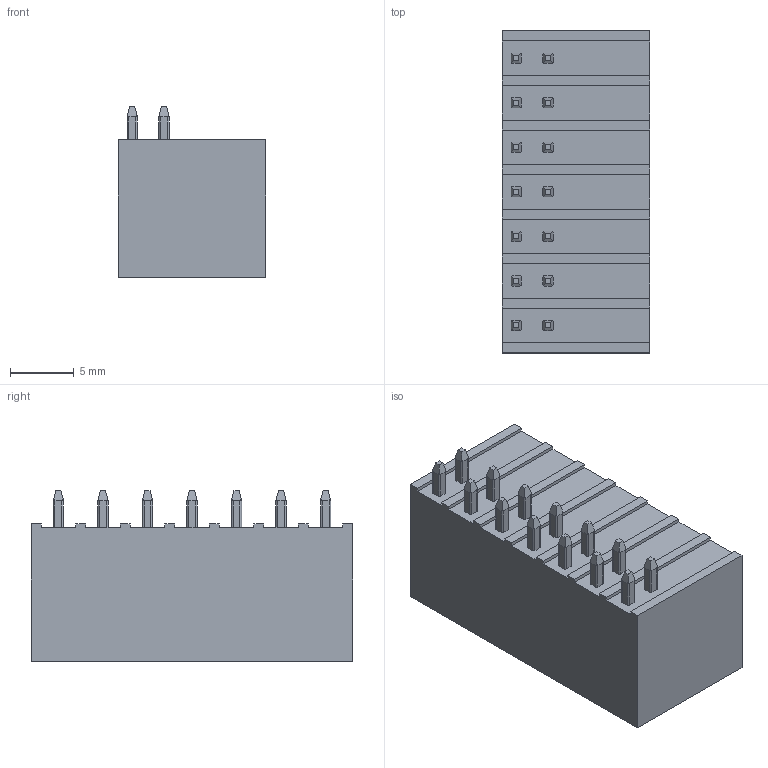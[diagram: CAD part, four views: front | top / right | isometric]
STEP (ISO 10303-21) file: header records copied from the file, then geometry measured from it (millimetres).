
FILE_DESCRIPTION((''),'2;1');
FILE_NAME('PRT0007','2024-11-18T09:51:44',('tluser'),(''),'CREO PARAMETRIC BY PTC INC, 2018100','CREO PARAMETRIC BY PTC INC, 2018100','');
FILE_SCHEMA(('CONFIG_CONTROL_DESIGN'));
Length unit declared in the file: millimetre
Products named in the file (1): PRT0007
Bounding box: 11.6 x 25.3 x 13.4 mm (x, y, z)
Volume: 2155.1 mm3; surface area: 2511.4 mm2
Topology: 1 solids, 1 shells, 628 faces, 1791 edges, 1194 vertices
Faces by surface type: plane 419, cylinder 160, extrusion 49
Entity records: 20991 total; most frequent: CARTESIAN_POINT 4882, ORIENTED_EDGE 3582, DIRECTION 2954, EDGE_CURVE 1791, VECTOR 1310, LINE 1261, VERTEX_POINT 1194, AXIS2_PLACEMENT_3D 822
